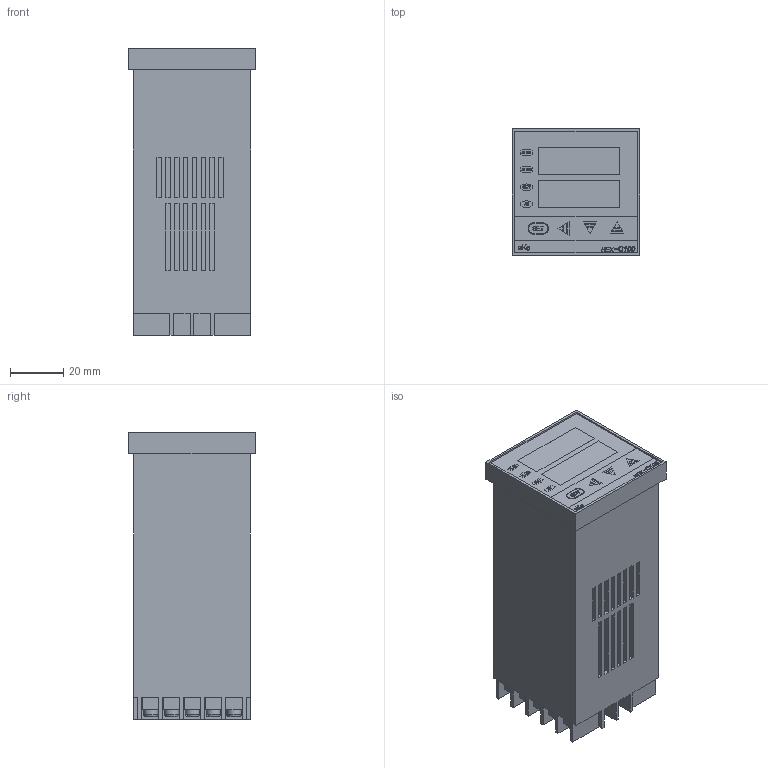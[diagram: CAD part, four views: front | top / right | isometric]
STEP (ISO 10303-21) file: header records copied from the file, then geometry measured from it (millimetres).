
FILE_DESCRIPTION(/* description */ ('CONTROLLER,RKC,VOLTGE OUT,REX-C100 F JA3-V*AN'),/* implementation_level */ '2;1');
FILE_NAME(/* name */ 'RKC CONTROLLER.stp',/* time_stamp */ '2020-06-18T17:21:54-04:00',/* author */ ('Bruno'),/* organization */ (''),/* preprocessor_version */ 'ST-DEVELOPER v18',/* originating_system */ 'Autodesk Inventor 2020',/* authorisation */ '');
FILE_SCHEMA (('AUTOMOTIVE_DESIGN { 1 0 10303 214 3 1 1 }'));
Length unit declared in the file: inch
Products named in the file (1): RKC CONTROLLER
Bounding box: 47.83 x 47.57 x 107.37 mm (x, y, z)
Volume: 194092.9 mm3; surface area: 36031 mm2
Topology: 14 solids, 14 shells, 885 faces, 2312 edges, 1541 vertices
Faces by surface type: plane 722, bspline 118, cylinder 24, torus 20, cone 1
Full cylindrical faces by diameter (mm): 2.032 x1, 5.334 x10, 5.994 x1
Entity records: 28836 total; most frequent: CARTESIAN_POINT 6819, ORIENTED_EDGE 4624, DIRECTION 3681, EDGE_CURVE 2312, LINE 1927, VECTOR 1927, VERTEX_POINT 1541, EDGE_LOOP 979
